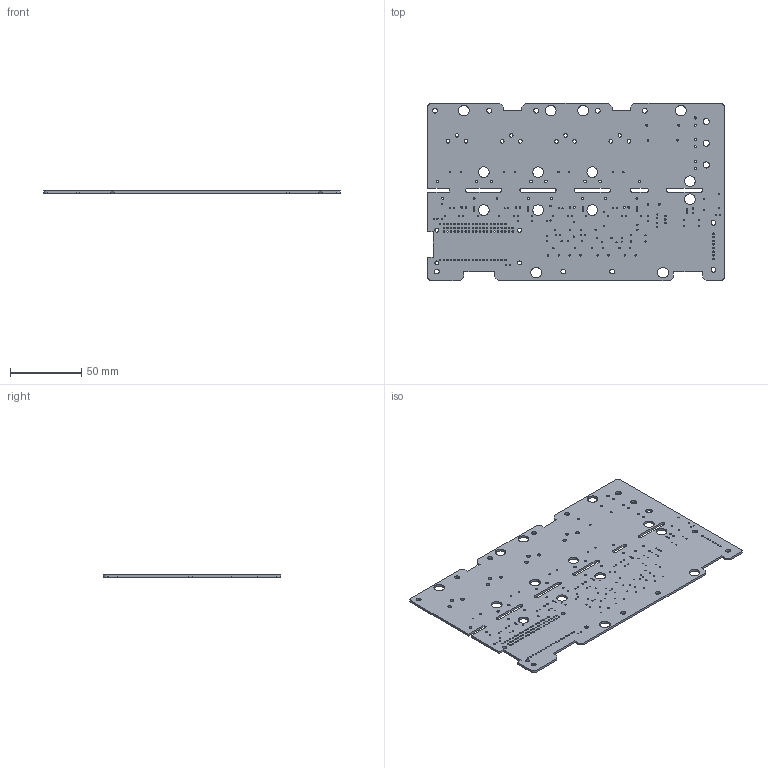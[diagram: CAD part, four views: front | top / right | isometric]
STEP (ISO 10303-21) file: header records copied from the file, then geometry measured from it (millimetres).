
FILE_DESCRIPTION(/* description */ ('','CAx-IF Rec.Pracs.---Representation and Presentation of Product Manufacturing Information (PMI)---4.0---2014-10-13'),/* implementation_level */ '2;1');
FILE_NAME(/* name */ 'reefvolt_power_essentials_ESP32_BOARD.stp',/* time_stamp */ '2023-08-03T18:30:07-07:00',/* author */ ('atrus'),/* organization */ (''),/* preprocessor_version */ 'ST-DEVELOPER v19.2',/* originating_system */ 'Autodesk Inventor 2023',/* authorisation */ '');
FILE_SCHEMA (('AP242_MANAGED_MODEL_BASED_3D_ENGINEERING_MIM_LF { 1 0 10303 442 1 1 4 }'));
Length unit declared in the file: inch
Products named in the file (1): reefvolt_power_essentials_ESP32_BOARD
Bounding box: 208.28 x 124.46 x 1.56 mm (x, y, z)
Volume: 37463.4 mm3; surface area: 51702.5 mm2
Topology: 1 solids, 1 shells, 358 faces, 1068 edges, 712 vertices
Faces by surface type: cylinder 301, plane 57
Full cylindrical faces by diameter (mm): 0.8 x35, 0.813 x60, 0.9 x8, 1 x17, 1.016 x48, 1.04 x38, 1.15 x10, 1.3 x14, 1.5 x6, 1.8 x8, 2.5 x12, 2.75 x4, 3.4 x10, 4.318 x3, 7.5 x14
Entity records: 15828 total; most frequent: CARTESIAN_POINT 2593, DIRECTION 2440, ORIENTED_EDGE 2136, EDGE_CURVE 1068, AXIS2_PLACEMENT_3D 987, EDGE_LOOP 942, VERTEX_POINT 712, STYLED_ITEM 653
